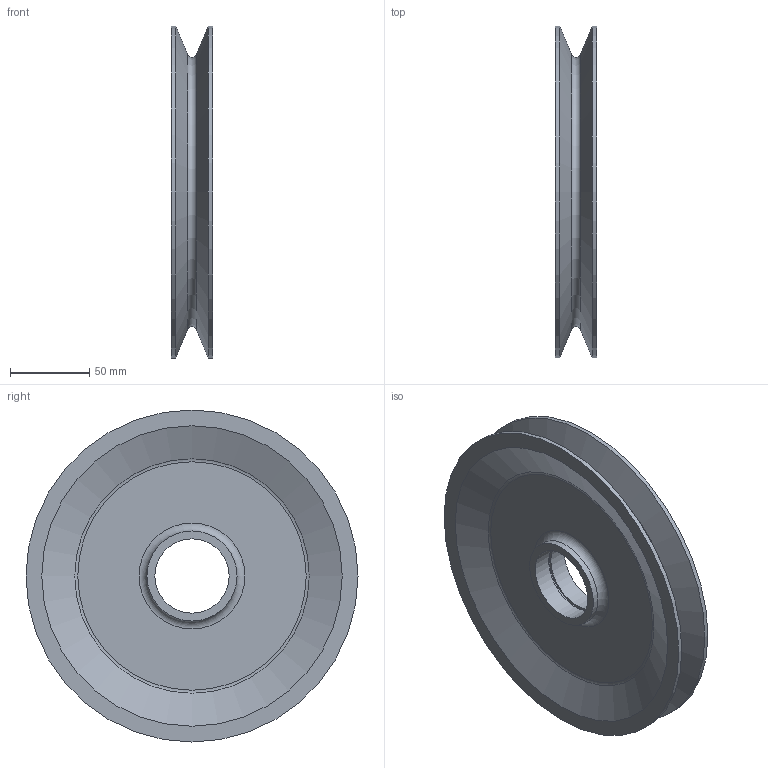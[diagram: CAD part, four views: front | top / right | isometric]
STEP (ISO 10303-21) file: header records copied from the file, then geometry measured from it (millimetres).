
FILE_DESCRIPTION (( 'STEP AP203' ), '1' );
FILE_NAME ('250813 STEP 1-400936-00_8269.STEP', '2025-08-13T10:29:01', ( '' ), ( '' ), 'SwSTEP 2.0', 'SolidWorks 2024', '' );
FILE_SCHEMA (( 'CONFIG_CONTROL_DESIGN' ));
Length unit declared in the file: millimetre
Products named in the file (1): 250813 STEP 1-400936-00_8269
Bounding box: 26 x 210 x 210 mm (x, y, z)
Volume: 351075.8 mm3; surface area: 105440.8 mm2
Topology: 1 solids, 1 shells, 24 faces, 40 edges, 24 vertices
Faces by surface type: plane 8, cylinder 7, torus 5, cone 4
Full cylindrical faces by diameter (mm): 47 x2, 49.5 x1, 57 x2, 210 x2
Entity records: 565 total; most frequent: DIRECTION 98, CARTESIAN_POINT 73, AXIS2_PLACEMENT_3D 49, ORIENTED_EDGE 48, EDGE_LOOP 48, FACE_OUTER_BOUND 36, ADVANCED_FACE 24, CIRCLE 24
